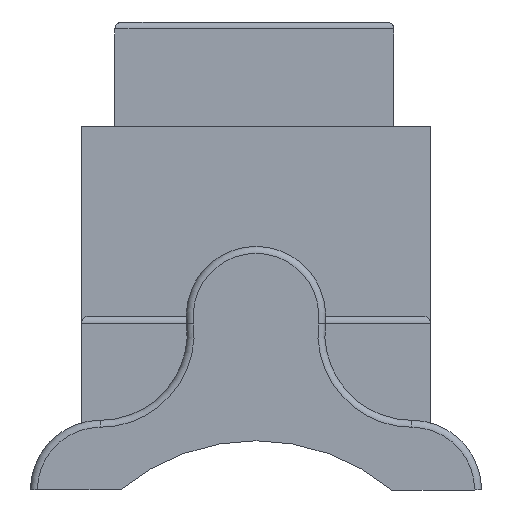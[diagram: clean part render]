
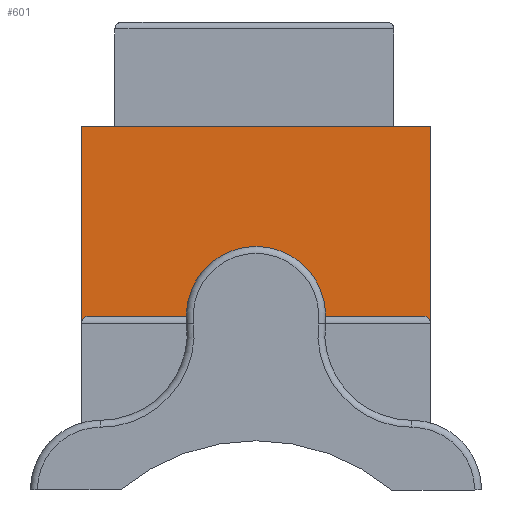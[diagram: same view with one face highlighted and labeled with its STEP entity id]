
A CAD part, left-side view. The second image highlights one B-rep face of the part: STEP entity #601.
In plain terms, the highlighted planar face has unit normal (-1, 0, 0).
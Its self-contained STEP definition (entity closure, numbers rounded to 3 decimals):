
#208=PLANE('',#7282);
#601=ADVANCED_FACE('',(#1031),#208,.F.);
#1031=FACE_OUTER_BOUND('',#1438,.T.);
#1438=EDGE_LOOP('',(#2158,#2159,#2160,#2161,#2162,#2163));
#1932=CIRCLE('',#7280,2.);
#1933=CIRCLE('',#7281,2.);
#2158=ORIENTED_EDGE('',*,*,#4591,.T.);
#2159=ORIENTED_EDGE('',*,*,#4592,.T.);
#2160=ORIENTED_EDGE('',*,*,#4593,.F.);
#2161=ORIENTED_EDGE('',*,*,#4594,.T.);
#2162=ORIENTED_EDGE('',*,*,#4595,.F.);
#2163=ORIENTED_EDGE('',*,*,#4589,.T.);
#3920=VERTEX_POINT('',#9754);
#3921=VERTEX_POINT('',#9756);
#3922=VERTEX_POINT('',#9760);
#3923=VERTEX_POINT('',#9762);
#3924=VERTEX_POINT('',#9764);
#3925=VERTEX_POINT('',#9766);
#4589=EDGE_CURVE('',#3921,#3920,#5466,.T.);
#4591=EDGE_CURVE('',#3920,#3922,#5468,.T.);
#4592=EDGE_CURVE('',#3922,#3923,#1932,.T.);
#4593=EDGE_CURVE('',#3924,#3923,#5469,.T.);
#4594=EDGE_CURVE('',#3924,#3925,#1933,.T.);
#4595=EDGE_CURVE('',#3921,#3925,#5470,.T.);
#5466=LINE('',#9755,#6331);
#5468=LINE('',#9759,#6333);
#5469=LINE('',#9763,#6334);
#5470=LINE('',#9767,#6335);
#6331=VECTOR('',#7947,1.);
#6333=VECTOR('',#7951,1.);
#6334=VECTOR('',#7954,1.);
#6335=VECTOR('',#7957,1.);
#7280=AXIS2_PLACEMENT_3D('',#9761,#7952,#7953);
#7281=AXIS2_PLACEMENT_3D('',#9765,#7955,#7956);
#7282=AXIS2_PLACEMENT_3D('',#9768,#7958,#7959);
#7947=DIRECTION('',(0.,1.,0.));
#7951=DIRECTION('',(0.,0.,-1.));
#7952=DIRECTION('',(1.,0.,0.));
#7953=DIRECTION('',(0.,0.,-1.));
#7954=DIRECTION('',(0.,1.,0.));
#7955=DIRECTION('',(1.,0.,0.));
#7956=DIRECTION('',(0.,0.,-1.));
#7957=DIRECTION('',(0.,0.,-1.));
#7958=DIRECTION('',(1.,0.,0.));
#7959=DIRECTION('',(0.,0.,-1.));
#9754=CARTESIAN_POINT('',(-33.11,50.,104.261));
#9755=CARTESIAN_POINT('',(-33.11,-50.,104.261));
#9756=CARTESIAN_POINT('',(-33.11,-50.,104.261));
#9759=CARTESIAN_POINT('',(-33.11,50.,104.261));
#9760=CARTESIAN_POINT('',(-33.11,50.,47.884));
#9761=CARTESIAN_POINT('',(-33.11,48.,47.884));
#9762=CARTESIAN_POINT('',(-33.11,48.,49.884));
#9763=CARTESIAN_POINT('',(-33.11,-50.,49.884));
#9764=CARTESIAN_POINT('',(-33.11,-48.,49.884));
#9765=CARTESIAN_POINT('',(-33.11,-48.,47.884));
#9766=CARTESIAN_POINT('',(-33.11,-50.,47.884));
#9767=CARTESIAN_POINT('',(-33.11,-50.,104.261));
#9768=CARTESIAN_POINT('',(-33.11,-50.,104.261));
